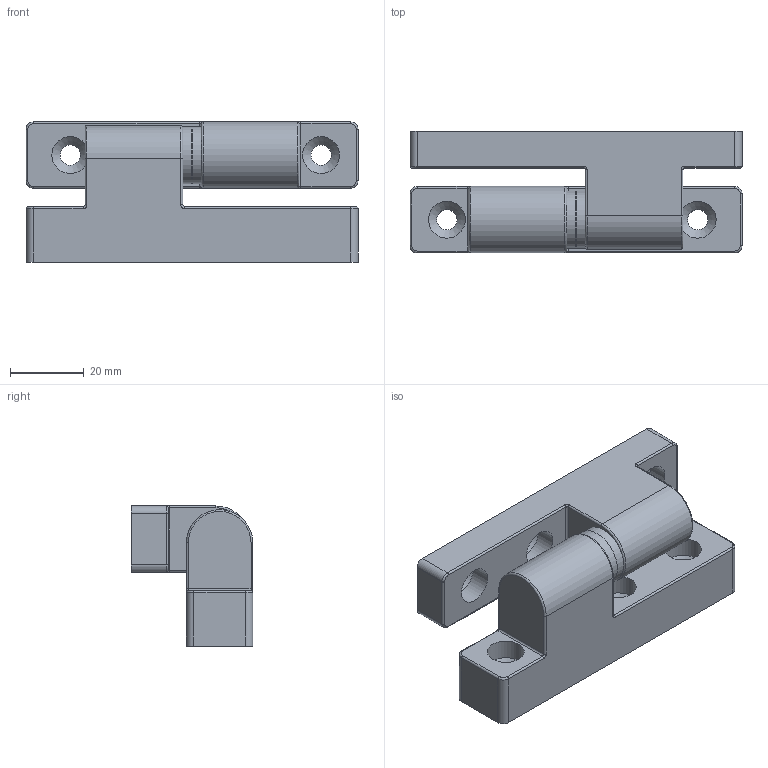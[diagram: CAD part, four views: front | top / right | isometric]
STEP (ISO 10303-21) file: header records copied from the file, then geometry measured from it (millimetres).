
FILE_DESCRIPTION(/* description */ (''),/* implementation_level */ '2;1');
FILE_NAME(/* name */ 'DR_D-103-1.stp',/* time_stamp */ '2023-02-27T11:47:05+09:00',/* author */ ('user'),/* organization */ (''),/* preprocessor_version */ 'ST-DEVELOPER v15.6',/* originating_system */ 'Autodesk Inventor 2015',/* authorisation */ '');
FILE_SCHEMA (('AUTOMOTIVE_DESIGN { 1 0 10303 214 3 1 1 }'));
Length unit declared in the file: millimetre
Products named in the file (4): DR_D-103-1; DR_D-103-1p; DR_D-103-1PP
Bounding box: 90 x 33 x 38 mm (x, y, z)
Volume: 55872.1 mm3; surface area: 19994.2 mm2
Topology: 5 solids, 5 shells, 107 faces, 237 edges, 142 vertices
Faces by surface type: cylinder 53, plane 26, torus 20, cone 8
Full cylindrical faces by diameter (mm): 5.5 x6, 9 x5, 10 x6, 15.5 x2
Entity records: 2903 total; most frequent: DIRECTION 560, CARTESIAN_POINT 454, ORIENTED_EDGE 408, AXIS2_PLACEMENT_3D 242, EDGE_CURVE 204, EDGE_LOOP 152, VERTEX_POINT 136, CIRCLE 128
